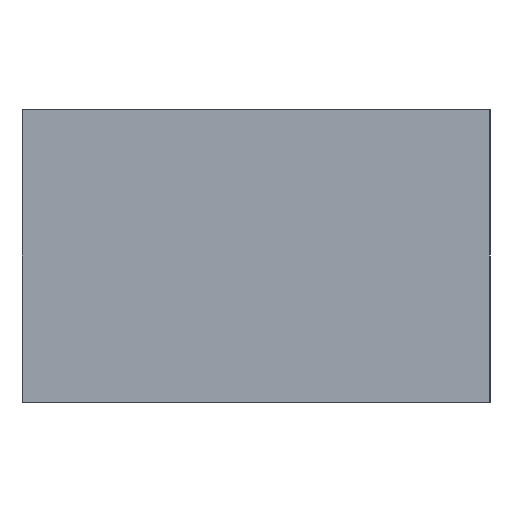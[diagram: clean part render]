
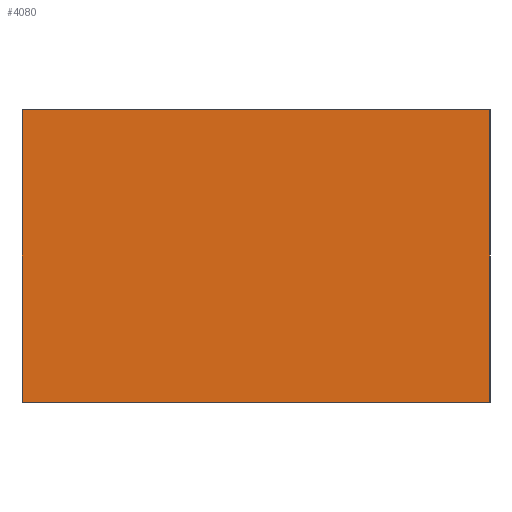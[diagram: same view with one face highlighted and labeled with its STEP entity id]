
A CAD part, left-side view. The second image highlights one B-rep face of the part: STEP entity #4080.
In plain terms, the highlighted planar face has unit normal (-1, 0, 0).
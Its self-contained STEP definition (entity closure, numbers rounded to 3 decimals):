
#129 = CARTESIAN_POINT ( 'NONE',  ( -93.75, 16., 20. ) ) ;
#285 = FACE_OUTER_BOUND ( 'NONE', #459, .T. ) ;
#321 = DIRECTION ( 'NONE',  ( 0., 0., -1. ) ) ;
#459 = EDGE_LOOP ( 'NONE', ( #1574, #1196, #695, #3339 ) ) ;
#695 = ORIENTED_EDGE ( 'NONE', *, *, #2820, .T. ) ;
#810 = VECTOR ( 'NONE', #2868, 1000. ) ;
#969 = VECTOR ( 'NONE', #321, 1000. ) ;
#1196 = ORIENTED_EDGE ( 'NONE', *, *, #2250, .F. ) ;
#1233 = VECTOR ( 'NONE', #2155, 1000. ) ;
#1325 = CARTESIAN_POINT ( 'NONE',  ( -93.75, -16., 1.1 ) ) ;
#1427 = PLANE ( 'NONE',  #3268 ) ;
#1543 = DIRECTION ( 'NONE',  ( 0., 1., 0. ) ) ;
#1550 = CARTESIAN_POINT ( 'NONE',  ( -93.75, 16., 1.1 ) ) ;
#1574 = ORIENTED_EDGE ( 'NONE', *, *, #2429, .F. ) ;
#1699 = LINE ( 'NONE', #1550, #810 ) ;
#1722 = VERTEX_POINT ( 'NONE', #2958 ) ;
#1782 = VECTOR ( 'NONE', #1543, 1000. ) ;
#1783 = DIRECTION ( 'NONE',  ( 0., 0., 1. ) ) ;
#1908 = LINE ( 'NONE', #2489, #1233 ) ;
#2103 = CARTESIAN_POINT ( 'NONE',  ( -93.75, -16., 1.1 ) ) ;
#2155 = DIRECTION ( 'NONE',  ( 0., 1., 0. ) ) ;
#2250 = EDGE_CURVE ( 'NONE', #1722, #2967, #2719, .T. ) ;
#2429 = EDGE_CURVE ( 'NONE', #2967, #3898, #1908, .T. ) ;
#2489 = CARTESIAN_POINT ( 'NONE',  ( -93.75, -16., 0. ) ) ;
#2719 = LINE ( 'NONE', #1325, #969 ) ;
#2820 = EDGE_CURVE ( 'NONE', #1722, #4108, #3522, .T. ) ;
#2868 = DIRECTION ( 'NONE',  ( 0., 0., -1. ) ) ;
#2958 = CARTESIAN_POINT ( 'NONE',  ( -93.75, -16., 20. ) ) ;
#2967 = VERTEX_POINT ( 'NONE', #3874 ) ;
#3184 = CARTESIAN_POINT ( 'NONE',  ( -93.75, 16., 0. ) ) ;
#3268 = AXIS2_PLACEMENT_3D ( 'NONE', #2103, #3732, #1783 ) ;
#3339 = ORIENTED_EDGE ( 'NONE', *, *, #3929, .T. ) ;
#3508 = CARTESIAN_POINT ( 'NONE',  ( -93.75, 16., 20. ) ) ;
#3522 = LINE ( 'NONE', #3508, #1782 ) ;
#3732 = DIRECTION ( 'NONE',  ( 1., 0., 0. ) ) ;
#3874 = CARTESIAN_POINT ( 'NONE',  ( -93.75, -16., 0. ) ) ;
#3898 = VERTEX_POINT ( 'NONE', #3184 ) ;
#3929 = EDGE_CURVE ( 'NONE', #4108, #3898, #1699, .T. ) ;
#4080 = ADVANCED_FACE ( 'NONE', ( #285 ), #1427, .F. ) ;
#4108 = VERTEX_POINT ( 'NONE', #129 ) ;
